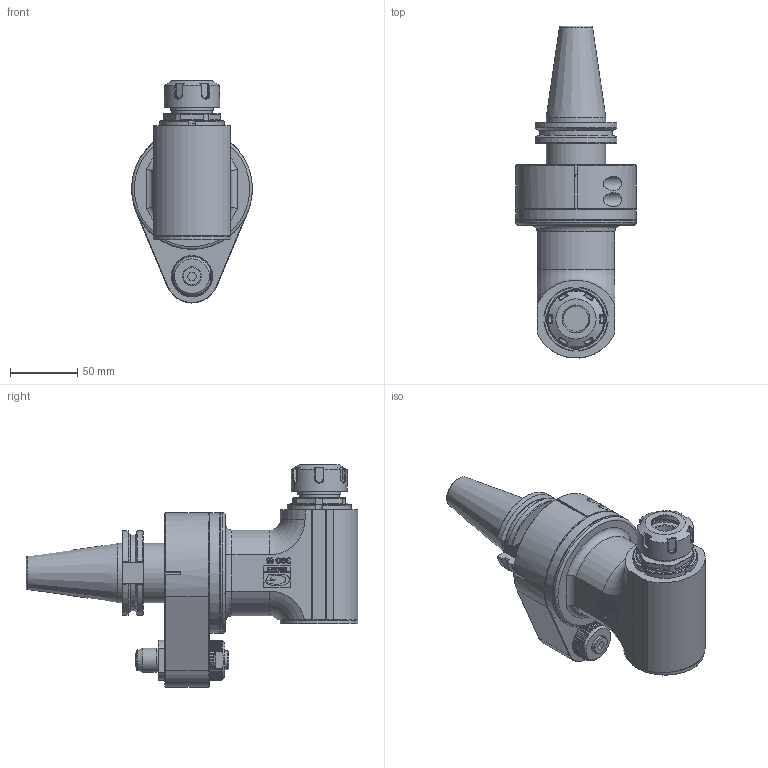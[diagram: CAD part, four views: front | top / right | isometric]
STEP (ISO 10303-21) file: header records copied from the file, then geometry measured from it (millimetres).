
FILE_DESCRIPTION(/* description */ (''),/* implementation_level */ '2;1');
FILE_NAME(/* name */ '9.G90.16000-12C40.stp',/* time_stamp */ '2024-10-04T14:19:52-04:00',/* author */ ('jkrenzer'),/* organization */ (''),/* preprocessor_version */ 'ST-DEVELOPER v18.1',/* originating_system */ 'Autodesk Inventor 2022',/* authorisation */ '');
FILE_SCHEMA (('AUTOMOTIVE_DESIGN { 1 0 10303 214 3 1 1 }'));
Length unit declared in the file: millimetre
Products named in the file (3): 9.G90.16000-12C40; 9_GA1_446_1 (Classic, Type 1, Cat40, 65mm); 9_G90_16000
Assembly tree (2 placements, depth 2):
  9.G90.16000-12C40
    9_GA1_446_1 (Classic, Type 1, Cat40, 65mm)
    9_G90_16000
Bounding box: 90 x 247.29 x 165.5 mm (x, y, z)
Volume: 862087 mm3; surface area: 132936.9 mm2
Topology: 5 solids, 6 shells, 1080 faces, 2916 edges, 1913 vertices
Faces by surface type: plane 694, cylinder 165, cone 125, bspline 82, torus 13, sphere 1
Full cylindrical faces by diameter (mm): 3.14 x1, 3.3 x1, 4 x3, 4.2 x6, 5 x4, 6 x2, 7 x3, 8.5 x1, 9 x1, 10 x2, 10.5 x2, 11 x1, 14 x3, 15.2 x1, 15.875 x1, 16.28 x1, 17 x1, 18 x4, 19 x1, 20.5 x1, 20.8 x1, 25 x1, 26 x1, 30 x2, 30.5 x1, 32 x1, 33 x1, 35 x2, 35.4 x1, 36.4 x1
Entity records: 37618 total; most frequent: CARTESIAN_POINT 10546, ORIENTED_EDGE 5803, DIRECTION 5347, EDGE_CURVE 2903, LINE 1931, VECTOR 1931, VERTEX_POINT 1913, AXIS2_PLACEMENT_3D 1708
